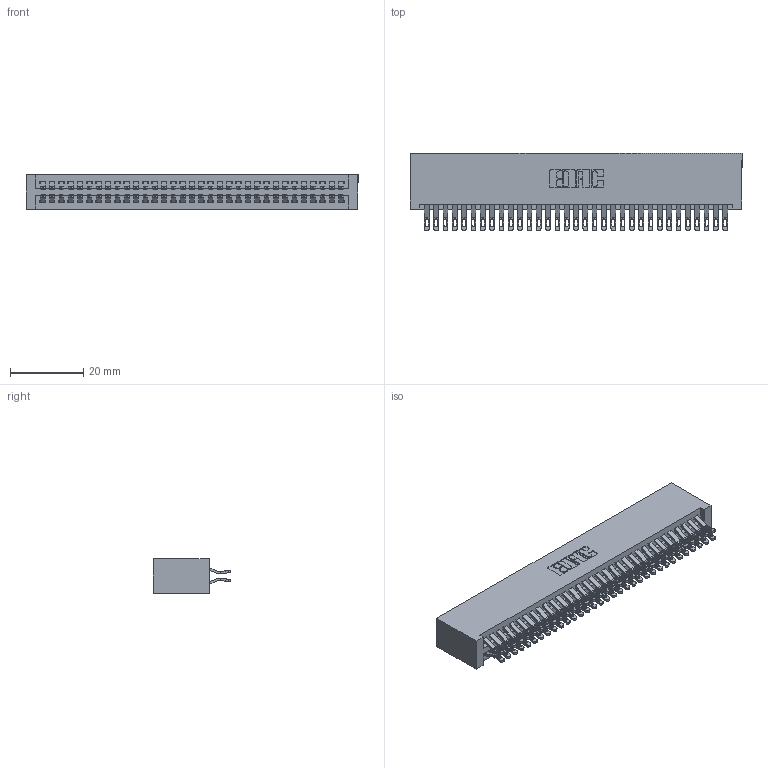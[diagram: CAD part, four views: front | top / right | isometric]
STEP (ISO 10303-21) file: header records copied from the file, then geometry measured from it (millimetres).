
FILE_DESCRIPTION (( 'STEP AP203' ), '1' );
FILE_NAME ('395-066-555-201.STEP', '2019-10-23T21:05:12', ( '' ), ( '' ), 'SwSTEP 2.0', 'SolidWorks 2016', '' );
FILE_SCHEMA (( 'CONFIG_CONTROL_DESIGN' ));
Length unit declared in the file: inch
Products named in the file (3): 345 Part_No Mounting Lugs; 345-292-001_555 Tail; 395-066-555-201
Assembly tree (67 placements, depth 2):
  395-066-555-201
    345 Part_No Mounting Lugs
    345-292-001_555 Tail  x66
Bounding box: 90.42 x 21.13 x 9.4 mm (x, y, z)
Volume: 9507.7 mm3; surface area: 14848.7 mm2
Topology: 67 solids, 67 shells, 3814 faces, 11999 edges, 7998 vertices
Faces by surface type: plane 2122, cylinder 1692
Entity records: 27153 total; most frequent: CARTESIAN_POINT 4594, ORIENTED_EDGE 4498, DIRECTION 4025, EDGE_CURVE 2249, VECTOR 1973, LINE 1973, VERTEX_POINT 1498, AXIS2_PLACEMENT_3D 1026
